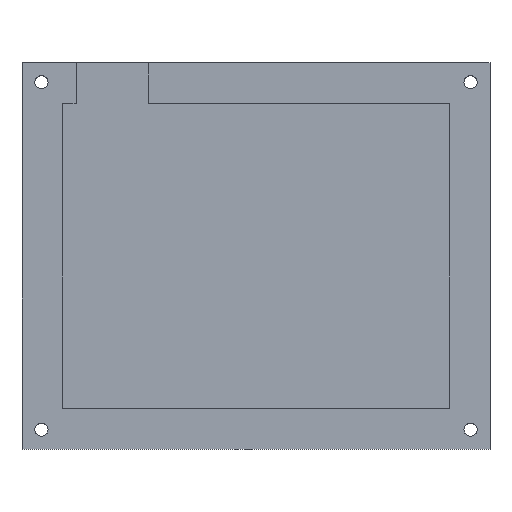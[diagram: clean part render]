
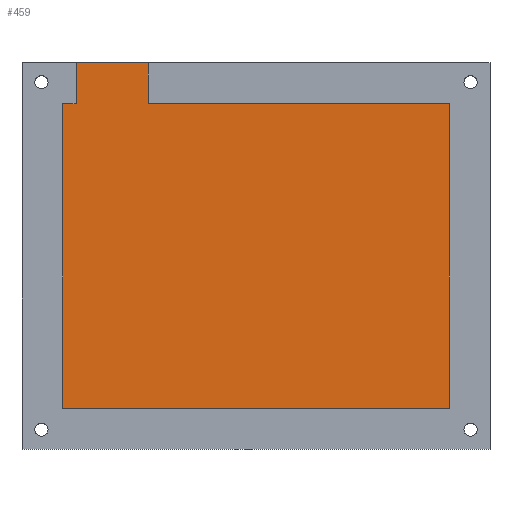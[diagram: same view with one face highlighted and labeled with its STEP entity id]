
A CAD part, top view. The second image highlights one B-rep face of the part: STEP entity #459.
In plain terms, the highlighted planar face has unit normal (0, 0, 1).
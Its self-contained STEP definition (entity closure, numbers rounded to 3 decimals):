
#37=PLANE('',#515);
#63=FACE_OUTER_BOUND('',#93,.T.);
#93=EDGE_LOOP('',(#377,#378,#379,#380,#381,#382,#383,#384));
#120=LINE('',#714,#164);
#121=LINE('',#717,#165);
#124=LINE('',#723,#168);
#136=LINE('',#747,#180);
#137=LINE('',#750,#181);
#138=LINE('',#752,#182);
#139=LINE('',#754,#183);
#140=LINE('',#755,#184);
#164=VECTOR('',#594,10.);
#165=VECTOR('',#597,10.);
#168=VECTOR('',#602,10.);
#180=VECTOR('',#620,10.);
#181=VECTOR('',#623,10.);
#182=VECTOR('',#624,10.);
#183=VECTOR('',#625,10.);
#184=VECTOR('',#626,10.);
#229=VERTEX_POINT('',#707);
#232=VERTEX_POINT('',#712);
#233=VERTEX_POINT('',#716);
#235=VERTEX_POINT('',#722);
#244=VERTEX_POINT('',#745);
#245=VERTEX_POINT('',#749);
#246=VERTEX_POINT('',#751);
#247=VERTEX_POINT('',#753);
#280=EDGE_CURVE('',#232,#229,#120,.T.);
#281=EDGE_CURVE('',#233,#232,#121,.T.);
#284=EDGE_CURVE('',#235,#233,#124,.T.);
#296=EDGE_CURVE('',#244,#235,#136,.T.);
#297=EDGE_CURVE('',#245,#244,#137,.T.);
#298=EDGE_CURVE('',#246,#245,#138,.T.);
#299=EDGE_CURVE('',#246,#247,#139,.T.);
#300=EDGE_CURVE('',#229,#247,#140,.T.);
#377=ORIENTED_EDGE('',*,*,#280,.F.);
#378=ORIENTED_EDGE('',*,*,#281,.F.);
#379=ORIENTED_EDGE('',*,*,#284,.F.);
#380=ORIENTED_EDGE('',*,*,#296,.F.);
#381=ORIENTED_EDGE('',*,*,#297,.F.);
#382=ORIENTED_EDGE('',*,*,#298,.F.);
#383=ORIENTED_EDGE('',*,*,#299,.T.);
#384=ORIENTED_EDGE('',*,*,#300,.F.);
#459=ADVANCED_FACE('',(#63),#37,.T.);
#515=AXIS2_PLACEMENT_3D('',#748,#621,#622);
#594=DIRECTION('',(1.,0.,0.));
#597=DIRECTION('',(0.,1.,0.));
#602=DIRECTION('',(-1.,0.,0.));
#620=DIRECTION('',(0.,-1.,0.));
#621=DIRECTION('center_axis',(0.,0.,1.));
#622=DIRECTION('ref_axis',(1.,0.,0.));
#623=DIRECTION('',(1.,0.,0.));
#624=DIRECTION('',(0.,-1.,0.));
#625=DIRECTION('',(-1.,0.,0.));
#626=DIRECTION('',(0.,1.,0.));
#707=CARTESIAN_POINT('',(-67.086,36.547,3.));
#712=CARTESIAN_POINT('',(-70.466,36.547,3.));
#714=CARTESIAN_POINT('',(-45.661,36.547,3.));
#716=CARTESIAN_POINT('',(-70.466,-41.713,3.));
#717=CARTESIAN_POINT('',(-70.466,-22.148,3.));
#722=CARTESIAN_POINT('',(28.754,-41.713,3.));
#723=CARTESIAN_POINT('',(3.949,-41.713,3.));
#745=CARTESIAN_POINT('',(28.754,36.547,3.));
#747=CARTESIAN_POINT('',(28.754,16.982,3.));
#748=CARTESIAN_POINT('Origin',(-20.856,-2.583,3.));
#749=CARTESIAN_POINT('',(-48.586,36.547,3.));
#750=CARTESIAN_POINT('',(-45.661,36.547,3.));
#751=CARTESIAN_POINT('',(-48.586,47.047,3.));
#752=CARTESIAN_POINT('',(-48.586,16.816,3.));
#753=CARTESIAN_POINT('',(-67.086,47.047,3.));
#754=CARTESIAN_POINT('',(-20.856,47.047,3.));
#755=CARTESIAN_POINT('',(-67.086,17.482,3.));
